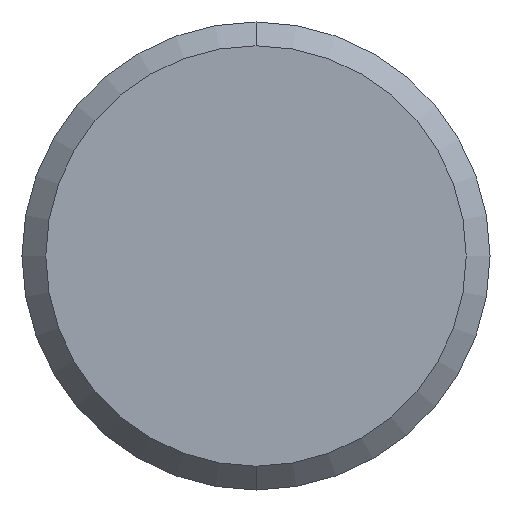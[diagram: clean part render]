
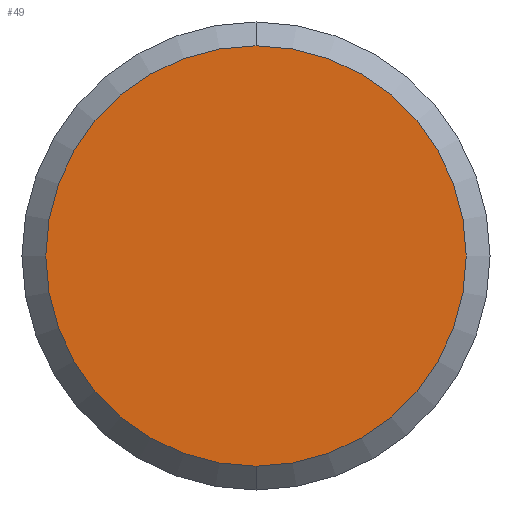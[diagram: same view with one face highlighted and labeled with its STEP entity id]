
A CAD part, front view. The second image highlights one B-rep face of the part: STEP entity #49.
In plain terms, the highlighted planar face has unit normal (0, -1, 0).
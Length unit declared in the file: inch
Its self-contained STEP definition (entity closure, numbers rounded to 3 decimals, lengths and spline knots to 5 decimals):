
#7 = EDGE_CURVE ( 'NONE', #186, #259, #201, .T. ) ;
#25 = CARTESIAN_POINT ( 'NONE',  ( 0., 0., 0. ) ) ;
#40 = DIRECTION ( 'NONE',  ( 0., 0., 1. ) ) ;
#49 = ADVANCED_FACE ( 'NONE', ( #263 ), #171, .F. ) ;
#62 = CARTESIAN_POINT ( 'NONE',  ( 0., 0., 0. ) ) ;
#69 = AXIS2_PLACEMENT_3D ( 'NONE', #62, #214, #248 ) ;
#79 = CARTESIAN_POINT ( 'NONE',  ( 0., 0., 0.17675 ) ) ;
#83 = EDGE_CURVE ( 'NONE', #259, #186, #132, .T. ) ;
#91 = AXIS2_PLACEMENT_3D ( 'NONE', #25, #96, #119 ) ;
#96 = DIRECTION ( 'NONE',  ( 0., 1., 0. ) ) ;
#100 = ORIENTED_EDGE ( 'NONE', *, *, #7, .T. ) ;
#119 = DIRECTION ( 'NONE',  ( 0., 0., 1. ) ) ;
#121 = CARTESIAN_POINT ( 'NONE',  ( 0., 0., 0. ) ) ;
#132 = CIRCLE ( 'NONE', #208, 0.17675 ) ;
#144 = CARTESIAN_POINT ( 'NONE',  ( 0., 0., -0.17675 ) ) ;
#171 = PLANE ( 'NONE',  #91 ) ;
#177 = DIRECTION ( 'NONE',  ( 0., -1., 0. ) ) ;
#186 = VERTEX_POINT ( 'NONE', #79 ) ;
#192 = ORIENTED_EDGE ( 'NONE', *, *, #83, .T. ) ;
#201 = CIRCLE ( 'NONE', #69, 0.17675 ) ;
#208 = AXIS2_PLACEMENT_3D ( 'NONE', #121, #177, #40 ) ;
#214 = DIRECTION ( 'NONE',  ( 0., -1., 0. ) ) ;
#215 = EDGE_LOOP ( 'NONE', ( #100, #192 ) ) ;
#248 = DIRECTION ( 'NONE',  ( 0., 0., 1. ) ) ;
#259 = VERTEX_POINT ( 'NONE', #144 ) ;
#263 = FACE_OUTER_BOUND ( 'NONE', #215, .T. ) ;
